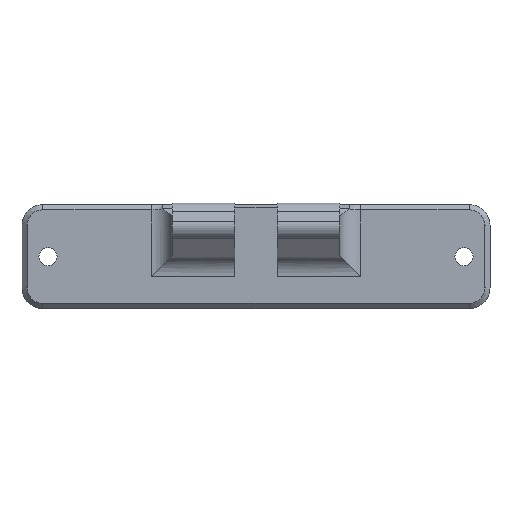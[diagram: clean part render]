
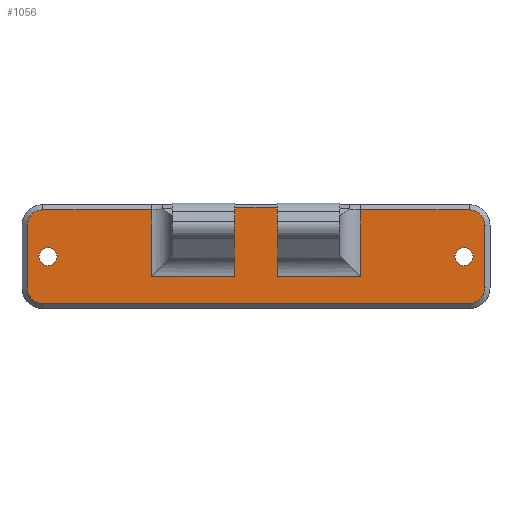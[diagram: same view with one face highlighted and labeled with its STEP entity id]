
A CAD part, top view. The second image highlights one B-rep face of the part: STEP entity #1056.
In plain terms, the highlighted planar face has unit normal (0, 0, 1).
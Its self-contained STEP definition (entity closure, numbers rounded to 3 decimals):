
#17=FACE_BOUND('',#193,.T.);
#18=FACE_BOUND('',#194,.T.);
#49=CIRCLE('',#1112,3.);
#51=CIRCLE('',#1116,3.);
#53=CIRCLE('',#1120,3.);
#55=CIRCLE('',#1124,3.);
#73=CIRCLE('',#1159,1.75);
#74=CIRCLE('',#1160,1.75);
#128=FACE_OUTER_BOUND('',#192,.T.);
#192=EDGE_LOOP('',(#809,#810,#811,#812,#813,#814,#815,#816,#817,#818,#819,
#820,#821,#822,#823,#824));
#193=EDGE_LOOP('',(#825));
#194=EDGE_LOOP('',(#826));
#240=LINE('',#1564,#338);
#246=LINE('',#1577,#344);
#252=LINE('',#1592,#350);
#256=LINE('',#1604,#354);
#260=LINE('',#1616,#358);
#264=LINE('',#1628,#362);
#265=LINE('',#1703,#363);
#271=LINE('',#1741,#369);
#274=LINE('',#1752,#372);
#280=LINE('',#1792,#378);
#289=LINE('',#1816,#387);
#290=LINE('',#1817,#388);
#338=VECTOR('',#1225,10.);
#344=VECTOR('',#1233,10.);
#350=VECTOR('',#1247,10.);
#354=VECTOR('',#1259,10.);
#358=VECTOR('',#1271,10.);
#362=VECTOR('',#1283,10.);
#363=VECTOR('',#1286,10.);
#369=VECTOR('',#1310,10.);
#372=VECTOR('',#1319,10.);
#378=VECTOR('',#1345,10.);
#387=VECTOR('',#1372,10.);
#388=VECTOR('',#1373,10.);
#444=VERTEX_POINT('',#1561);
#445=VERTEX_POINT('',#1563);
#449=VERTEX_POINT('',#1573);
#451=VERTEX_POINT('',#1576);
#453=VERTEX_POINT('',#1582);
#456=VERTEX_POINT('',#1589);
#457=VERTEX_POINT('',#1594);
#460=VERTEX_POINT('',#1601);
#461=VERTEX_POINT('',#1606);
#464=VERTEX_POINT('',#1613);
#465=VERTEX_POINT('',#1618);
#468=VERTEX_POINT('',#1625);
#469=VERTEX_POINT('',#1702);
#480=VERTEX_POINT('',#1739);
#485=VERTEX_POINT('',#1751);
#497=VERTEX_POINT('',#1790);
#504=VERTEX_POINT('',#1818);
#505=VERTEX_POINT('',#1820);
#540=EDGE_CURVE('',#445,#444,#240,.T.);
#546=EDGE_CURVE('',#451,#449,#246,.T.);
#549=EDGE_CURVE('',#453,#451,#49,.T.);
#554=EDGE_CURVE('',#456,#453,#252,.T.);
#555=EDGE_CURVE('',#457,#456,#51,.T.);
#560=EDGE_CURVE('',#460,#457,#256,.T.);
#561=EDGE_CURVE('',#461,#460,#53,.T.);
#566=EDGE_CURVE('',#464,#461,#260,.T.);
#567=EDGE_CURVE('',#465,#464,#55,.T.);
#572=EDGE_CURVE('',#468,#465,#264,.T.);
#577=EDGE_CURVE('',#468,#469,#265,.T.);
#591=EDGE_CURVE('',#480,#444,#271,.T.);
#596=EDGE_CURVE('',#445,#485,#274,.T.);
#611=EDGE_CURVE('',#497,#449,#280,.T.);
#623=EDGE_CURVE('',#497,#485,#289,.T.);
#624=EDGE_CURVE('',#480,#469,#290,.T.);
#625=EDGE_CURVE('',#504,#504,#73,.T.);
#626=EDGE_CURVE('',#505,#505,#74,.T.);
#809=ORIENTED_EDGE('',*,*,#572,.T.);
#810=ORIENTED_EDGE('',*,*,#567,.T.);
#811=ORIENTED_EDGE('',*,*,#566,.T.);
#812=ORIENTED_EDGE('',*,*,#561,.T.);
#813=ORIENTED_EDGE('',*,*,#560,.T.);
#814=ORIENTED_EDGE('',*,*,#555,.T.);
#815=ORIENTED_EDGE('',*,*,#554,.T.);
#816=ORIENTED_EDGE('',*,*,#549,.T.);
#817=ORIENTED_EDGE('',*,*,#546,.T.);
#818=ORIENTED_EDGE('',*,*,#611,.F.);
#819=ORIENTED_EDGE('',*,*,#623,.T.);
#820=ORIENTED_EDGE('',*,*,#596,.F.);
#821=ORIENTED_EDGE('',*,*,#540,.T.);
#822=ORIENTED_EDGE('',*,*,#591,.F.);
#823=ORIENTED_EDGE('',*,*,#624,.T.);
#824=ORIENTED_EDGE('',*,*,#577,.F.);
#825=ORIENTED_EDGE('',*,*,#625,.F.);
#826=ORIENTED_EDGE('',*,*,#626,.F.);
#1012=PLANE('',#1158);
#1056=ADVANCED_FACE('',(#128,#17,#18),#1012,.F.);
#1112=AXIS2_PLACEMENT_3D('',#1583,#1238,#1239);
#1116=AXIS2_PLACEMENT_3D('',#1595,#1250,#1251);
#1120=AXIS2_PLACEMENT_3D('',#1607,#1262,#1263);
#1124=AXIS2_PLACEMENT_3D('',#1619,#1274,#1275);
#1158=AXIS2_PLACEMENT_3D('',#1815,#1370,#1371);
#1159=AXIS2_PLACEMENT_3D('',#1819,#1374,#1375);
#1160=AXIS2_PLACEMENT_3D('',#1821,#1376,#1377);
#1225=DIRECTION('',(-1.,0.,0.));
#1233=DIRECTION('',(-1.,0.,0.));
#1238=DIRECTION('center_axis',(0.,0.,1.));
#1239=DIRECTION('ref_axis',(0.707,0.707,0.));
#1247=DIRECTION('',(0.,1.,0.));
#1250=DIRECTION('center_axis',(0.,0.,1.));
#1251=DIRECTION('ref_axis',(0.707,-0.707,0.));
#1259=DIRECTION('',(1.,0.,0.));
#1262=DIRECTION('center_axis',(0.,0.,1.));
#1263=DIRECTION('ref_axis',(-0.707,-0.707,0.));
#1271=DIRECTION('',(0.,-1.,0.));
#1274=DIRECTION('center_axis',(0.,0.,1.));
#1275=DIRECTION('ref_axis',(-0.707,0.707,0.));
#1283=DIRECTION('',(-1.,0.,0.));
#1286=DIRECTION('',(0.,-1.,0.));
#1310=DIRECTION('',(0.,1.,0.));
#1319=DIRECTION('',(0.,-1.,0.));
#1345=DIRECTION('',(0.,1.,0.));
#1370=DIRECTION('center_axis',(0.,0.,-1.));
#1371=DIRECTION('ref_axis',(-1.,0.,0.));
#1372=DIRECTION('',(-1.,0.,0.));
#1373=DIRECTION('',(-1.,0.,0.));
#1374=DIRECTION('center_axis',(0.,0.,1.));
#1375=DIRECTION('ref_axis',(1.,0.,0.));
#1376=DIRECTION('center_axis',(0.,0.,1.));
#1377=DIRECTION('ref_axis',(1.,0.,0.));
#1561=CARTESIAN_POINT('',(-4.1,9.496,4.));
#1563=CARTESIAN_POINT('',(4.1,9.496,4.));
#1564=CARTESIAN_POINT('',(-22.5,9.496,4.));
#1573=CARTESIAN_POINT('',(20.1,9.,4.));
#1576=CARTESIAN_POINT('',(41.,9.,4.));
#1577=CARTESIAN_POINT('',(22.5,9.,4.));
#1582=CARTESIAN_POINT('',(44.,6.,4.));
#1583=CARTESIAN_POINT('Origin',(41.,6.,4.));
#1589=CARTESIAN_POINT('',(44.,-6.,4.));
#1592=CARTESIAN_POINT('',(44.,-5.,4.));
#1594=CARTESIAN_POINT('',(41.,-9.,4.));
#1595=CARTESIAN_POINT('Origin',(41.,-6.,4.));
#1601=CARTESIAN_POINT('',(-41.,-9.,4.));
#1604=CARTESIAN_POINT('',(-22.5,-9.,4.));
#1606=CARTESIAN_POINT('',(-44.,-6.,4.));
#1607=CARTESIAN_POINT('Origin',(-41.,-6.,4.));
#1613=CARTESIAN_POINT('',(-44.,6.,4.));
#1616=CARTESIAN_POINT('',(-44.,5.,4.));
#1618=CARTESIAN_POINT('',(-41.,9.,4.));
#1619=CARTESIAN_POINT('Origin',(-41.,6.,4.));
#1625=CARTESIAN_POINT('',(-20.1,9.,4.));
#1628=CARTESIAN_POINT('',(22.5,9.,4.));
#1702=CARTESIAN_POINT('',(-20.1,-3.814,4.));
#1703=CARTESIAN_POINT('',(-20.1,2.549,4.));
#1739=CARTESIAN_POINT('',(-4.1,-3.814,4.));
#1741=CARTESIAN_POINT('',(-4.1,2.549,4.));
#1751=CARTESIAN_POINT('',(4.1,-3.814,4.));
#1752=CARTESIAN_POINT('',(4.1,2.549,4.));
#1790=CARTESIAN_POINT('',(20.1,-3.814,4.));
#1792=CARTESIAN_POINT('',(20.1,2.549,4.));
#1815=CARTESIAN_POINT('Origin',(0.,0.,4.));
#1816=CARTESIAN_POINT('',(8.05,-3.814,4.));
#1817=CARTESIAN_POINT('',(-8.05,-3.814,4.));
#1818=CARTESIAN_POINT('',(-41.75,0.,4.));
#1819=CARTESIAN_POINT('Origin',(-40.,0.,4.));
#1820=CARTESIAN_POINT('',(38.25,0.,4.));
#1821=CARTESIAN_POINT('Origin',(40.,0.,4.));
